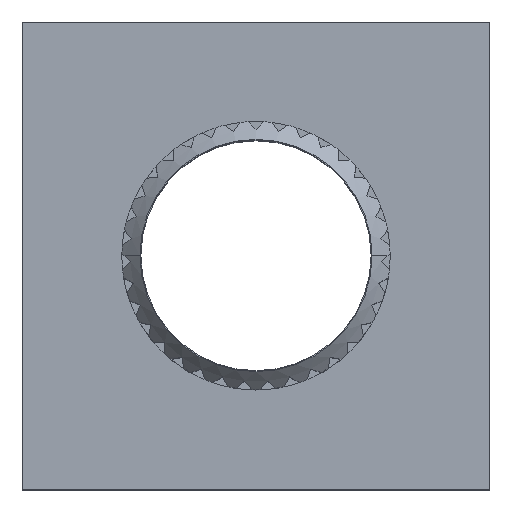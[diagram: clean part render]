
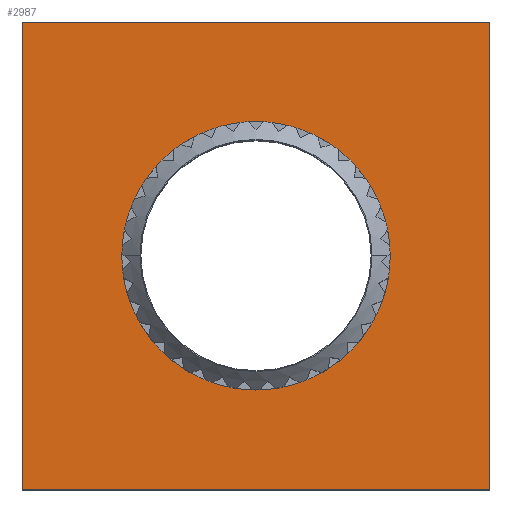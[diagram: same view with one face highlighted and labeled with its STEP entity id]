
A CAD part, top view. The second image highlights one B-rep face of the part: STEP entity #2987.
In plain terms, the highlighted planar face has unit normal (0, 0, 1).
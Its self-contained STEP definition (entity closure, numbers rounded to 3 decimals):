
#33 = LINE ( 'NONE', #39, #578 ) ;
#39 = CARTESIAN_POINT ( 'NONE',  ( -6.5, 6.5, 2. ) ) ;
#41 = DIRECTION ( 'NONE',  ( 0., -1., 0. ) ) ;
#95 = LINE ( 'NONE', #110, #4101 ) ;
#110 = CARTESIAN_POINT ( 'NONE',  ( -6.5, 6.5, 2. ) ) ;
#111 = DIRECTION ( 'NONE',  ( -1., 0., 0. ) ) ;
#158 = ORIENTED_EDGE ( 'NONE', *, *, #971, .T. ) ;
#159 = ORIENTED_EDGE ( 'NONE', *, *, #2629, .T. ) ;
#160 = ORIENTED_EDGE ( 'NONE', *, *, #1001, .T. ) ;
#161 = ORIENTED_EDGE ( 'NONE', *, *, #995, .T. ) ;
#162 = ORIENTED_EDGE ( 'NONE', *, *, #1002, .F. ) ;
#163 = ORIENTED_EDGE ( 'NONE', *, *, #2679, .F. ) ;
#417 = VECTOR ( 'NONE', #914, 1000. ) ;
#578 = VECTOR ( 'NONE', #41, 1000. ) ;
#682 = VECTOR ( 'NONE', #3664, 1000. ) ;
#684 = CIRCLE ( 'NONE', #687, 3.725 ) ;
#687 = AXIS2_PLACEMENT_3D ( 'NONE', #3667, #3668, #3669 ) ;
#912 = LINE ( 'NONE', #913, #417 ) ;
#913 = CARTESIAN_POINT ( 'NONE',  ( -6.5, -6.5, 2. ) ) ;
#914 = DIRECTION ( 'NONE',  ( 1., 0., 0. ) ) ;
#971 = EDGE_CURVE ( 'NONE', #1672, #1675, #33, .T. ) ;
#995 = EDGE_CURVE ( 'NONE', #1669, #1672, #95, .T. ) ;
#1001 = EDGE_CURVE ( 'NONE', #1670, #1669, #3659, .T. ) ;
#1002 = EDGE_CURVE ( 'NONE', #1709, #1710, #684, .T. ) ;
#1016 = EDGE_LOOP ( 'NONE', ( #158, #159, #160, #161 ) ) ;
#1180 = CIRCLE ( 'NONE', #1184, 3.725 ) ;
#1184 = AXIS2_PLACEMENT_3D ( 'NONE', #3944, #3945, #3946 ) ;
#1286 = AXIS2_PLACEMENT_3D ( 'NONE', #3270, #3277, #3278 ) ;
#1669 = VERTEX_POINT ( 'NONE', #3786 ) ;
#1670 = VERTEX_POINT ( 'NONE', #3787 ) ;
#1672 = VERTEX_POINT ( 'NONE', #3789 ) ;
#1675 = VERTEX_POINT ( 'NONE', #3792 ) ;
#1709 = VERTEX_POINT ( 'NONE', #2297 ) ;
#1710 = VERTEX_POINT ( 'NONE', #2298 ) ;
#2297 = CARTESIAN_POINT ( 'NONE',  ( -3.725, 0., 2. ) ) ;
#2298 = CARTESIAN_POINT ( 'NONE',  ( 3.725, 0., 2. ) ) ;
#2629 = EDGE_CURVE ( 'NONE', #1675, #1670, #912, .T. ) ;
#2679 = EDGE_CURVE ( 'NONE', #1710, #1709, #1180, .T. ) ;
#2987 = ADVANCED_FACE ( 'NONE', ( #3273, #3274 ), #3275, .T. ) ;
#3270 = CARTESIAN_POINT ( 'NONE',  ( -6.5, 6.5, 2. ) ) ;
#3273 = FACE_OUTER_BOUND ( 'NONE', #1016, .T. ) ;
#3274 = FACE_BOUND ( 'NONE', #3637, .T. ) ;
#3275 = PLANE ( 'NONE',  #1286 ) ;
#3277 = DIRECTION ( 'NONE',  ( 0., 0., 1. ) ) ;
#3278 = DIRECTION ( 'NONE',  ( 1., 0., 0. ) ) ;
#3637 = EDGE_LOOP ( 'NONE', ( #162, #163 ) ) ;
#3659 = LINE ( 'NONE', #3662, #682 ) ;
#3662 = CARTESIAN_POINT ( 'NONE',  ( 6.5, 6.5, 2. ) ) ;
#3664 = DIRECTION ( 'NONE',  ( 0., 1., 0. ) ) ;
#3667 = CARTESIAN_POINT ( 'NONE',  ( 0., 0., 2. ) ) ;
#3668 = DIRECTION ( 'NONE',  ( 0., 0., 1. ) ) ;
#3669 = DIRECTION ( 'NONE',  ( 1., 0., 0. ) ) ;
#3786 = CARTESIAN_POINT ( 'NONE',  ( 6.5, 6.5, 2. ) ) ;
#3787 = CARTESIAN_POINT ( 'NONE',  ( 6.5, -6.5, 2. ) ) ;
#3789 = CARTESIAN_POINT ( 'NONE',  ( -6.5, 6.5, 2. ) ) ;
#3792 = CARTESIAN_POINT ( 'NONE',  ( -6.5, -6.5, 2. ) ) ;
#3944 = CARTESIAN_POINT ( 'NONE',  ( 0., 0., 2. ) ) ;
#3945 = DIRECTION ( 'NONE',  ( 0., 0., 1. ) ) ;
#3946 = DIRECTION ( 'NONE',  ( 1., 0., 0. ) ) ;
#4101 = VECTOR ( 'NONE', #111, 1000. ) ;
